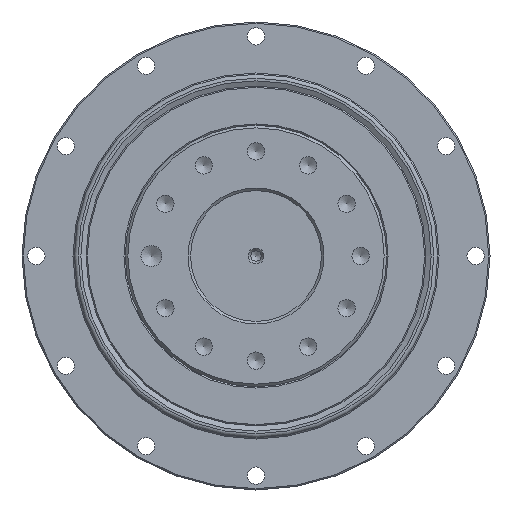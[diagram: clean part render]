
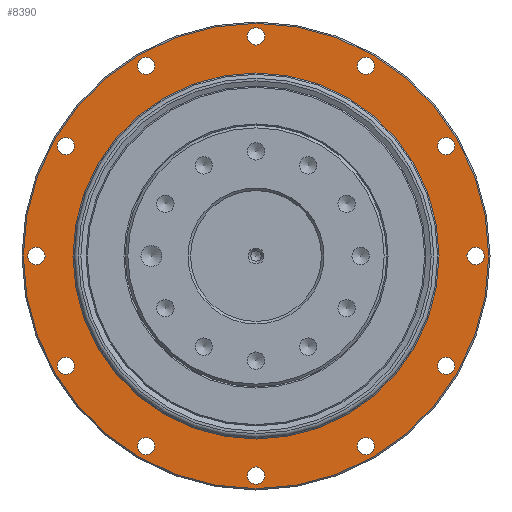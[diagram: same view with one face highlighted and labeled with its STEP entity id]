
A CAD part, left-side view. The second image highlights one B-rep face of the part: STEP entity #8390.
In plain terms, the highlighted planar face has unit normal (-1, 0, 0).
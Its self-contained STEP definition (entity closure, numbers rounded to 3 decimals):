
#396=PLANE('',#9261);
#805=FACE_BOUND('',#2041,.T.);
#806=FACE_BOUND('',#2042,.T.);
#807=FACE_BOUND('',#2043,.T.);
#808=FACE_BOUND('',#2044,.T.);
#809=FACE_BOUND('',#2045,.T.);
#810=FACE_BOUND('',#2046,.T.);
#811=FACE_BOUND('',#2047,.T.);
#812=FACE_BOUND('',#2048,.T.);
#813=FACE_BOUND('',#2049,.T.);
#814=FACE_BOUND('',#2050,.T.);
#815=FACE_BOUND('',#2051,.T.);
#816=FACE_BOUND('',#2052,.T.);
#817=FACE_BOUND('',#2053,.T.);
#1281=FACE_OUTER_BOUND('',#2040,.T.);
#2040=EDGE_LOOP('',(#6484));
#2041=EDGE_LOOP('',(#6485));
#2042=EDGE_LOOP('',(#6486));
#2043=EDGE_LOOP('',(#6487));
#2044=EDGE_LOOP('',(#6488));
#2045=EDGE_LOOP('',(#6489));
#2046=EDGE_LOOP('',(#6490));
#2047=EDGE_LOOP('',(#6491));
#2048=EDGE_LOOP('',(#6492));
#2049=EDGE_LOOP('',(#6493));
#2050=EDGE_LOOP('',(#6494));
#2051=EDGE_LOOP('',(#6495));
#2052=EDGE_LOOP('',(#6496));
#2053=EDGE_LOOP('',(#6497));
#2769=CIRCLE('',#9206,3.3);
#2771=CIRCLE('',#9209,3.3);
#2773=CIRCLE('',#9212,3.3);
#2775=CIRCLE('',#9215,3.3);
#2777=CIRCLE('',#9218,3.3);
#2779=CIRCLE('',#9221,3.3);
#2781=CIRCLE('',#9224,3.3);
#2783=CIRCLE('',#9227,3.3);
#2785=CIRCLE('',#9230,3.3);
#2787=CIRCLE('',#9233,3.3);
#2789=CIRCLE('',#9236,3.3);
#2791=CIRCLE('',#9239,3.3);
#2803=CIRCLE('',#9260,89.);
#2804=CIRCLE('',#9262,70.);
#4117=VERTEX_POINT('',#13609);
#4119=VERTEX_POINT('',#13614);
#4121=VERTEX_POINT('',#13619);
#4123=VERTEX_POINT('',#13624);
#4125=VERTEX_POINT('',#13629);
#4127=VERTEX_POINT('',#13634);
#4129=VERTEX_POINT('',#13639);
#4131=VERTEX_POINT('',#13644);
#4133=VERTEX_POINT('',#13649);
#4135=VERTEX_POINT('',#13654);
#4137=VERTEX_POINT('',#13659);
#4139=VERTEX_POINT('',#13664);
#4151=VERTEX_POINT('',#13697);
#4152=VERTEX_POINT('',#13700);
#4991=EDGE_CURVE('',#4117,#4117,#2769,.T.);
#4993=EDGE_CURVE('',#4119,#4119,#2771,.T.);
#4995=EDGE_CURVE('',#4121,#4121,#2773,.T.);
#4997=EDGE_CURVE('',#4123,#4123,#2775,.T.);
#4999=EDGE_CURVE('',#4125,#4125,#2777,.T.);
#5001=EDGE_CURVE('',#4127,#4127,#2779,.T.);
#5003=EDGE_CURVE('',#4129,#4129,#2781,.T.);
#5005=EDGE_CURVE('',#4131,#4131,#2783,.T.);
#5007=EDGE_CURVE('',#4133,#4133,#2785,.T.);
#5009=EDGE_CURVE('',#4135,#4135,#2787,.T.);
#5011=EDGE_CURVE('',#4137,#4137,#2789,.T.);
#5013=EDGE_CURVE('',#4139,#4139,#2791,.T.);
#5025=EDGE_CURVE('',#4151,#4151,#2803,.T.);
#5026=EDGE_CURVE('',#4152,#4152,#2804,.T.);
#6484=ORIENTED_EDGE('',*,*,#5025,.F.);
#6485=ORIENTED_EDGE('',*,*,#4991,.T.);
#6486=ORIENTED_EDGE('',*,*,#4993,.T.);
#6487=ORIENTED_EDGE('',*,*,#4995,.T.);
#6488=ORIENTED_EDGE('',*,*,#4997,.T.);
#6489=ORIENTED_EDGE('',*,*,#4999,.T.);
#6490=ORIENTED_EDGE('',*,*,#5001,.T.);
#6491=ORIENTED_EDGE('',*,*,#5003,.T.);
#6492=ORIENTED_EDGE('',*,*,#5005,.T.);
#6493=ORIENTED_EDGE('',*,*,#5007,.T.);
#6494=ORIENTED_EDGE('',*,*,#5009,.T.);
#6495=ORIENTED_EDGE('',*,*,#5011,.T.);
#6496=ORIENTED_EDGE('',*,*,#5013,.T.);
#6497=ORIENTED_EDGE('',*,*,#5026,.T.);
#8390=ADVANCED_FACE('',(#1281,#805,#806,#807,#808,#809,#810,#811,#812,#813,
#814,#815,#816,#817),#396,.T.);
#9206=AXIS2_PLACEMENT_3D('',#13610,#10917,#10918);
#9209=AXIS2_PLACEMENT_3D('',#13615,#10923,#10924);
#9212=AXIS2_PLACEMENT_3D('',#13620,#10929,#10930);
#9215=AXIS2_PLACEMENT_3D('',#13625,#10935,#10936);
#9218=AXIS2_PLACEMENT_3D('',#13630,#10941,#10942);
#9221=AXIS2_PLACEMENT_3D('',#13635,#10947,#10948);
#9224=AXIS2_PLACEMENT_3D('',#13640,#10953,#10954);
#9227=AXIS2_PLACEMENT_3D('',#13645,#10959,#10960);
#9230=AXIS2_PLACEMENT_3D('',#13650,#10965,#10966);
#9233=AXIS2_PLACEMENT_3D('',#13655,#10971,#10972);
#9236=AXIS2_PLACEMENT_3D('',#13660,#10977,#10978);
#9239=AXIS2_PLACEMENT_3D('',#13665,#10983,#10984);
#9260=AXIS2_PLACEMENT_3D('',#13698,#11025,#11026);
#9261=AXIS2_PLACEMENT_3D('',#13699,#11027,#11028);
#9262=AXIS2_PLACEMENT_3D('',#13701,#11029,#11030);
#10917=DIRECTION('center_axis',(1.,0.,0.));
#10918=DIRECTION('ref_axis',(0.,-0.5,-0.866));
#10923=DIRECTION('center_axis',(1.,0.,0.));
#10924=DIRECTION('ref_axis',(0.,-0.866,-0.5));
#10929=DIRECTION('center_axis',(1.,0.,0.));
#10930=DIRECTION('ref_axis',(0.,-1.,0.));
#10935=DIRECTION('center_axis',(1.,0.,0.));
#10936=DIRECTION('ref_axis',(0.,-0.866,0.5));
#10941=DIRECTION('center_axis',(1.,0.,0.));
#10942=DIRECTION('ref_axis',(0.,-0.5,0.866));
#10947=DIRECTION('center_axis',(1.,0.,0.));
#10948=DIRECTION('ref_axis',(0.,0.,
1.));
#10953=DIRECTION('center_axis',(1.,0.,0.));
#10954=DIRECTION('ref_axis',(0.,0.5,0.866));
#10959=DIRECTION('center_axis',(1.,0.,0.));
#10960=DIRECTION('ref_axis',(0.,0.866,0.5));
#10965=DIRECTION('center_axis',(1.,0.,0.));
#10966=DIRECTION('ref_axis',(0.,1.,0.));
#10971=DIRECTION('center_axis',(1.,0.,0.));
#10972=DIRECTION('ref_axis',(0.,0.866,-0.5));
#10977=DIRECTION('center_axis',(1.,0.,0.));
#10978=DIRECTION('ref_axis',(0.,0.5,-0.866));
#10983=DIRECTION('center_axis',(1.,0.,0.));
#10984=DIRECTION('ref_axis',(0.,0.,
-1.));
#11025=DIRECTION('center_axis',(1.,0.,0.));
#11026=DIRECTION('ref_axis',(0.,-1.,0.));
#11027=DIRECTION('center_axis',(-1.,0.,0.));
#11028=DIRECTION('ref_axis',(0.,0.,1.));
#11029=DIRECTION('center_axis',(1.,0.,0.));
#11030=DIRECTION('ref_axis',(0.,0.,
-1.));
#13609=CARTESIAN_POINT('',(-149.93,54.166,-46.754));
#13610=CARTESIAN_POINT('Origin',(-149.93,52.516,-49.612));
#13614=CARTESIAN_POINT('',(-149.93,24.628,-78.708));
#13615=CARTESIAN_POINT('Origin',(-149.93,21.77,-80.358));
#13619=CARTESIAN_POINT('',(-149.93,-16.93,-91.612));
#13620=CARTESIAN_POINT('Origin',(-149.93,-20.23,-91.612));
#13624=CARTESIAN_POINT('',(-149.93,-59.372,-82.008));
#13625=CARTESIAN_POINT('Origin',(-149.93,-62.23,-80.358));
#13629=CARTESIAN_POINT('',(-149.93,-91.326,-52.47));
#13630=CARTESIAN_POINT('Origin',(-149.93,-92.976,-49.612));
#13634=CARTESIAN_POINT('',(-149.93,-104.23,-10.912));
#13635=CARTESIAN_POINT('Origin',(-149.93,-104.23,-7.612));
#13639=CARTESIAN_POINT('',(-149.93,-94.626,31.53));
#13640=CARTESIAN_POINT('Origin',(-149.93,-92.976,34.388));
#13644=CARTESIAN_POINT('',(-149.93,-65.088,63.484));
#13645=CARTESIAN_POINT('Origin',(-149.93,-62.23,65.134));
#13649=CARTESIAN_POINT('',(-149.93,-23.53,76.388));
#13650=CARTESIAN_POINT('Origin',(-149.93,-20.23,76.388));
#13654=CARTESIAN_POINT('',(-149.93,18.912,66.784));
#13655=CARTESIAN_POINT('Origin',(-149.93,21.77,65.134));
#13659=CARTESIAN_POINT('',(-149.93,50.866,37.246));
#13660=CARTESIAN_POINT('Origin',(-149.93,52.516,34.388));
#13664=CARTESIAN_POINT('',(-149.93,63.77,-4.312));
#13665=CARTESIAN_POINT('Origin',(-149.93,63.77,-7.612));
#13697=CARTESIAN_POINT('',(-149.93,68.77,-7.612));
#13698=CARTESIAN_POINT('Origin',(-149.93,-20.23,-7.612));
#13699=CARTESIAN_POINT('Origin',(-149.93,69.27,-7.612));
#13700=CARTESIAN_POINT('',(-149.93,49.77,-7.612));
#13701=CARTESIAN_POINT('Origin',(-149.93,-20.23,-7.612));
